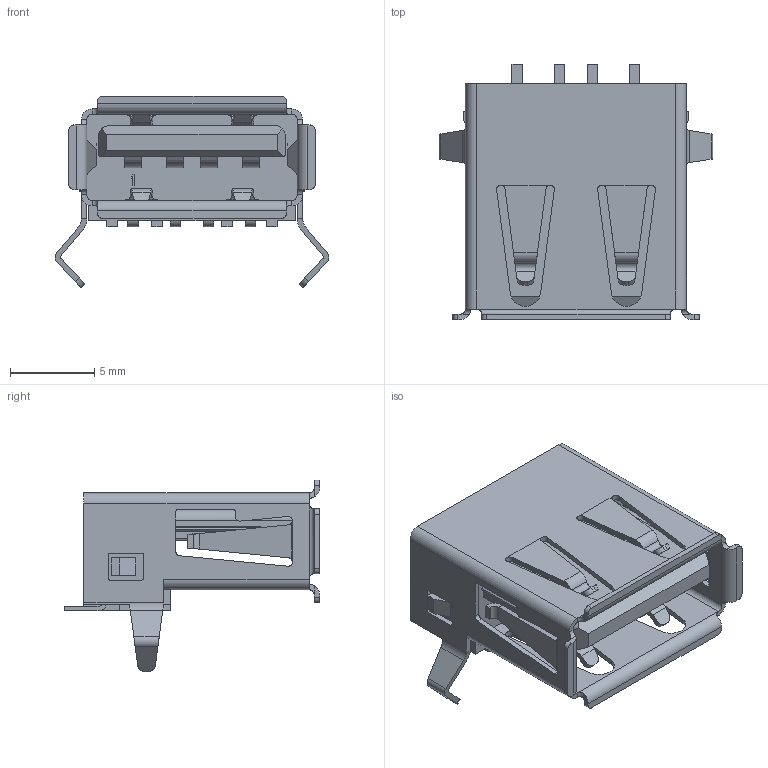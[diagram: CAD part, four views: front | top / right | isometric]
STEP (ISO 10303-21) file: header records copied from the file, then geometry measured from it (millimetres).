
FILE_DESCRIPTION(/* description */ (''),/* implementation_level */ '2;1');
FILE_NAME(/* name */ '292303-1.step',/* time_stamp */ '2022-01-22T14:09:44-05:00',/* author */ (''),/* organization */ (''),/* preprocessor_version */ 'ST-DEVELOPER v18.1',/* originating_system */ 'Autodesk Translation Framework v10.13.0.1454',/* authorisation */ '');
FILE_SCHEMA (('AUTOMOTIVE_DESIGN { 1 0 10303 214 3 1 1 }'));
Length unit declared in the file: millimetre
Products named in the file (1): 292303-1
Bounding box: 16.23 x 15.16 x 11.37 mm (x, y, z)
Volume: 708.6 mm3; surface area: 1307.7 mm2
Topology: 1 solids, 1 shells, 355 faces, 981 edges, 638 vertices
Faces by surface type: plane 219, cylinder 130, bspline 4, cone 2
Entity records: 13325 total; most frequent: CARTESIAN_POINT 3727, ORIENTED_EDGE 1962, DIRECTION 1909, EDGE_CURVE 981, LINE 693, VECTOR 693, VERTEX_POINT 638, AXIS2_PLACEMENT_3D 608
